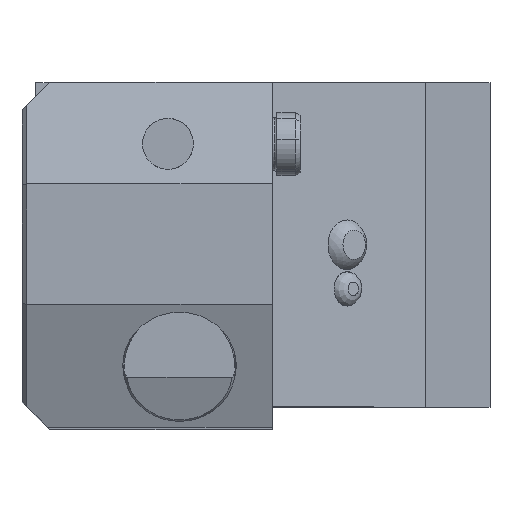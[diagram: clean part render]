
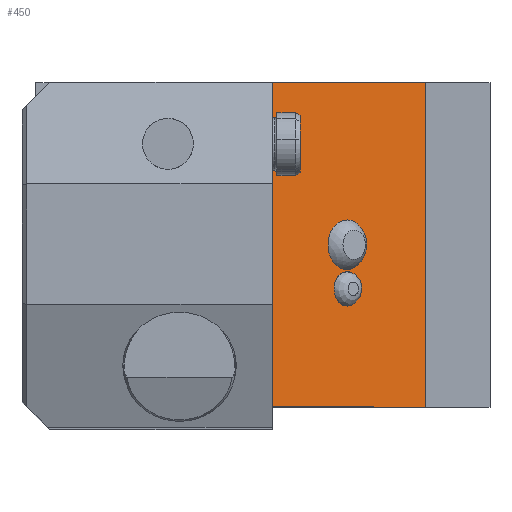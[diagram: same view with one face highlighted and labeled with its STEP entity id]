
A CAD part, top view. The second image highlights one B-rep face of the part: STEP entity #450.
In plain terms, the highlighted planar face has unit normal (0.643, 0, 0.766).
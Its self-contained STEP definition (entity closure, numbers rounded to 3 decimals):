
#450=ADVANCED_FACE('',(#1411,#1412,#1413),#692,.F.);
#692=PLANE('',#3999);
#839=LINE('',#5613,#1125);
#840=LINE('',#5616,#1126);
#841=LINE('',#5618,#1127);
#842=LINE('',#5620,#1128);
#1125=VECTOR('',#4444,1.);
#1126=VECTOR('',#4445,1.);
#1127=VECTOR('',#4446,1.);
#1128=VECTOR('',#4447,1.);
#1411=FACE_BOUND('',#1585,.T.);
#1412=FACE_BOUND('',#1586,.T.);
#1413=FACE_BOUND('',#1587,.T.);
#1585=EDGE_LOOP('',(#1915));
#1586=EDGE_LOOP('',(#1916));
#1587=EDGE_LOOP('',(#1917,#1918,#1919,#1920));
#1915=ORIENTED_EDGE('',*,*,#3359,.T.);
#1916=ORIENTED_EDGE('',*,*,#3360,.F.);
#1917=ORIENTED_EDGE('',*,*,#3361,.F.);
#1918=ORIENTED_EDGE('',*,*,#3362,.F.);
#1919=ORIENTED_EDGE('',*,*,#3363,.F.);
#1920=ORIENTED_EDGE('',*,*,#3364,.T.);
#2979=VERTEX_POINT('',#5610);
#2980=VERTEX_POINT('',#5612);
#2981=VERTEX_POINT('',#5614);
#2982=VERTEX_POINT('',#5615);
#2983=VERTEX_POINT('',#5617);
#2984=VERTEX_POINT('',#5619);
#3359=EDGE_CURVE('',#2979,#2979,#3891,.T.);
#3360=EDGE_CURVE('',#2980,#2980,#3892,.T.);
#3361=EDGE_CURVE('',#2981,#2982,#839,.T.);
#3362=EDGE_CURVE('',#2983,#2981,#840,.T.);
#3363=EDGE_CURVE('',#2984,#2983,#841,.T.);
#3364=EDGE_CURVE('',#2984,#2982,#842,.T.);
#3891=CIRCLE('',#3997,3.629);
#3892=CIRCLE('',#3998,5.358);
#3997=AXIS2_PLACEMENT_3D('',#5609,#4440,#4441);
#3998=AXIS2_PLACEMENT_3D('',#5611,#4442,#4443);
#3999=AXIS2_PLACEMENT_3D('',#5621,#4448,#4449);
#4440=DIRECTION('',(-0.643,0.,-0.766));
#4441=DIRECTION('',(0.663,-0.5,-0.557));
#4442=DIRECTION('',(0.643,0.,0.766));
#4443=DIRECTION('',(0.677,0.468,-0.568));
#4444=DIRECTION('',(0.766,0.,-0.643));
#4445=DIRECTION('',(0.,1.,0.));
#4446=DIRECTION('',(-0.766,0.,0.643));
#4447=DIRECTION('',(0.,1.,0.));
#4448=DIRECTION('',(-0.643,0.,-0.766));
#4449=DIRECTION('',(-0.766,0.,0.643));
#5609=CARTESIAN_POINT('',(18.147,-9.5,40.141));
#5610=CARTESIAN_POINT('',(20.555,-11.315,38.121));
#5611=CARTESIAN_POINT('',(18.147,0.,40.141));
#5612=CARTESIAN_POINT('',(21.774,2.508,37.098));
#5613=CARTESIAN_POINT('',(35.,35.,26.));
#5614=CARTESIAN_POINT('',(2.,35.,53.69));
#5615=CARTESIAN_POINT('',(35.,35.,26.));
#5616=CARTESIAN_POINT('',(2.,-70.,53.69));
#5617=CARTESIAN_POINT('',(2.,-35.,53.69));
#5618=CARTESIAN_POINT('',(35.,-35.,26.));
#5619=CARTESIAN_POINT('',(35.,-35.,26.));
#5620=CARTESIAN_POINT('',(35.,-70.,26.));
#5621=CARTESIAN_POINT('',(35.,-70.,26.));
